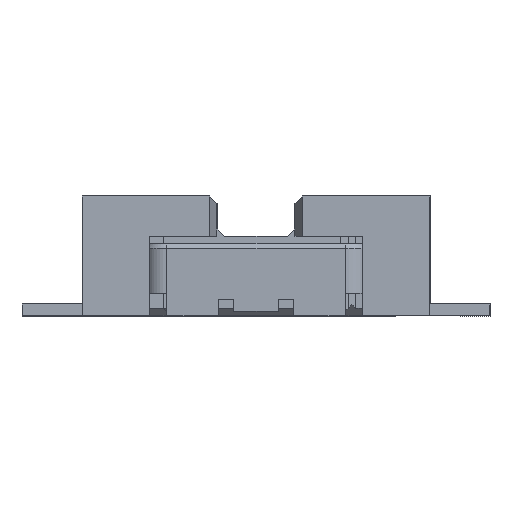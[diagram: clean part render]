
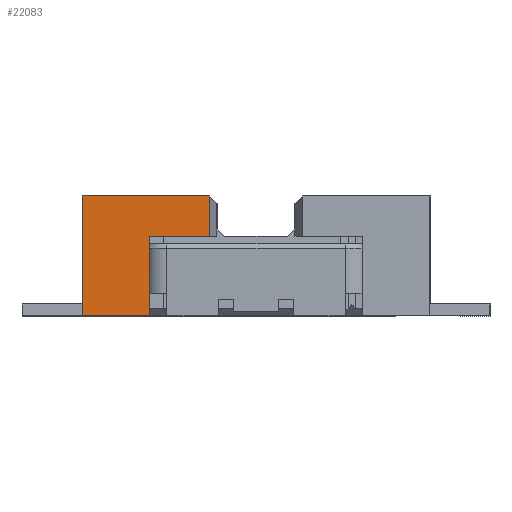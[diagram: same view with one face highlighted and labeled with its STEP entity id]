
A CAD part, left-side view. The second image highlights one B-rep face of the part: STEP entity #22083.
In plain terms, the highlighted planar face has unit normal (-1, 0, 0).
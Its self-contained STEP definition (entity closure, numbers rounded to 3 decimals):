
#475 = PLANE('',#476);
#476 = AXIS2_PLACEMENT_3D('',#477,#478,#479);
#477 = CARTESIAN_POINT('',(-1.2,1.233,
    0.));
#478 = DIRECTION('',(0.,0.,-1.));
#479 = DIRECTION('',(0.,1.,0.));
#869 = PLANE('',#870);
#870 = AXIS2_PLACEMENT_3D('',#871,#872,#873);
#871 = CARTESIAN_POINT('',(-2.711,-0.296,0.53));
#872 = DIRECTION('',(0.,0.,-1.));
#873 = DIRECTION('',(0.,-1.,0.));
#922 = VERTEX_POINT('',#923);
#923 = CARTESIAN_POINT('',(-3.57,0.31,0.53));
#937 = PLANE('',#938);
#938 = AXIS2_PLACEMENT_3D('',#939,#940,#941);
#939 = CARTESIAN_POINT('',(-3.4,0.26,0.88));
#940 = DIRECTION('',(0.282,0.959,0.)
  );
#941 = DIRECTION('',(-0.959,0.282,0.)
  );
#949 = EDGE_CURVE('',#922,#950,#952,.T.);
#950 = VERTEX_POINT('',#951);
#951 = CARTESIAN_POINT('',(-3.57,0.711,0.53));
#952 = SURFACE_CURVE('',#953,(#957,#964),.PCURVE_S1.);
#953 = LINE('',#954,#955);
#954 = CARTESIAN_POINT('',(-3.57,0.,0.53));
#955 = VECTOR('',#956,1.);
#956 = DIRECTION('',(0.,1.,0.));
#957 = PCURVE('',#869,#958);
#958 = DEFINITIONAL_REPRESENTATION('',(#959),#963);
#959 = LINE('',#960,#961);
#960 = CARTESIAN_POINT('',(-0.296,0.859));
#961 = VECTOR('',#962,1.);
#962 = DIRECTION('',(-1.,0.));
#963 = ( GEOMETRIC_REPRESENTATION_CONTEXT(2) 
PARAMETRIC_REPRESENTATION_CONTEXT() REPRESENTATION_CONTEXT('2D SPACE',''
  ) );
#964 = PCURVE('',#965,#970);
#965 = PLANE('',#966);
#966 = AXIS2_PLACEMENT_3D('',#967,#968,#969);
#967 = CARTESIAN_POINT('',(-3.57,0.898,0.529)
  );
#968 = DIRECTION('',(-1.,0.,0.));
#969 = DIRECTION('',(0.,0.,-1.));
#970 = DEFINITIONAL_REPRESENTATION('',(#971),#975);
#971 = LINE('',#972,#973);
#972 = CARTESIAN_POINT('',(-0.001,0.898));
#973 = VECTOR('',#974,1.);
#974 = DIRECTION('',(0.,-1.));
#975 = ( GEOMETRIC_REPRESENTATION_CONTEXT(2) 
PARAMETRIC_REPRESENTATION_CONTEXT() REPRESENTATION_CONTEXT('2D SPACE',''
  ) );
#993 = PLANE('',#994);
#994 = AXIS2_PLACEMENT_3D('',#995,#996,#997);
#995 = CARTESIAN_POINT('',(-3.57,0.71,0.));
#996 = DIRECTION('',(0.,-1.,
    0.001));
#997 = DIRECTION('',(0.,-0.001,
    -1.));
#1057 = PLANE('',#1058);
#1058 = AXIS2_PLACEMENT_3D('',#1059,#1060,#1061);
#1059 = CARTESIAN_POINT('',(-3.57,1.16,0.88));
#1060 = DIRECTION('',(0.,-1.,0.));
#1061 = DIRECTION('',(1.,0.,0.));
#3591 = EDGE_CURVE('',#3592,#950,#3594,.T.);
#3592 = VERTEX_POINT('',#3593);
#3593 = CARTESIAN_POINT('',(-3.57,0.71,0.));
#3594 = SURFACE_CURVE('',#3595,(#3599,#3606),.PCURVE_S1.);
#3595 = LINE('',#3596,#3597);
#3596 = CARTESIAN_POINT('',(-3.57,0.71,0.));
#3597 = VECTOR('',#3598,1.);
#3598 = DIRECTION('',(0.,0.001,
    1.));
#3599 = PCURVE('',#993,#3600);
#3600 = DEFINITIONAL_REPRESENTATION('',(#3601),#3605);
#3601 = LINE('',#3602,#3603);
#3602 = CARTESIAN_POINT('',(0.,0.));
#3603 = VECTOR('',#3604,1.);
#3604 = DIRECTION('',(-1.,0.));
#3605 = ( GEOMETRIC_REPRESENTATION_CONTEXT(2) 
PARAMETRIC_REPRESENTATION_CONTEXT() REPRESENTATION_CONTEXT('2D SPACE',''
  ) );
#3606 = PCURVE('',#965,#3607);
#3607 = DEFINITIONAL_REPRESENTATION('',(#3608),#3612);
#3608 = LINE('',#3609,#3610);
#3609 = CARTESIAN_POINT('',(0.529,0.188));
#3610 = VECTOR('',#3611,1.);
#3611 = DIRECTION('',(-1.,-0.001));
#3612 = ( GEOMETRIC_REPRESENTATION_CONTEXT(2) 
PARAMETRIC_REPRESENTATION_CONTEXT() REPRESENTATION_CONTEXT('2D SPACE',''
  ) );
#5669 = PLANE('',#5670);
#5670 = AXIS2_PLACEMENT_3D('',#5671,#5672,#5673);
#5671 = CARTESIAN_POINT('',(-3.,1.035,0.8));
#5672 = DIRECTION('',(0.,0.,1.));
#5673 = DIRECTION('',(0.,-1.,0.));
#7955 = VERTEX_POINT('',#7956);
#7956 = CARTESIAN_POINT('',(-3.57,0.31,0.8));
#7984 = EDGE_CURVE('',#7955,#922,#7985,.T.);
#7985 = SURFACE_CURVE('',#7986,(#7990,#7997),.PCURVE_S1.);
#7986 = LINE('',#7987,#7988);
#7987 = CARTESIAN_POINT('',(-3.57,0.31,0.));
#7988 = VECTOR('',#7989,1.);
#7989 = DIRECTION('',(0.,0.,-1.));
#7990 = PCURVE('',#937,#7991);
#7991 = DEFINITIONAL_REPRESENTATION('',(#7992),#7996);
#7992 = LINE('',#7993,#7994);
#7993 = CARTESIAN_POINT('',(0.177,-0.88));
#7994 = VECTOR('',#7995,1.);
#7995 = DIRECTION('',(0.,-1.));
#7996 = ( GEOMETRIC_REPRESENTATION_CONTEXT(2) 
PARAMETRIC_REPRESENTATION_CONTEXT() REPRESENTATION_CONTEXT('2D SPACE',''
  ) );
#7997 = PCURVE('',#965,#7998);
#7998 = DEFINITIONAL_REPRESENTATION('',(#7999),#8003);
#7999 = LINE('',#8000,#8001);
#8000 = CARTESIAN_POINT('',(0.529,0.588));
#8001 = VECTOR('',#8002,1.);
#8002 = DIRECTION('',(1.,0.));
#8003 = ( GEOMETRIC_REPRESENTATION_CONTEXT(2) 
PARAMETRIC_REPRESENTATION_CONTEXT() REPRESENTATION_CONTEXT('2D SPACE',''
  ) );
#11812 = VERTEX_POINT('',#11813);
#11813 = CARTESIAN_POINT('',(-3.57,1.16,0.8));
#11834 = EDGE_CURVE('',#11812,#11835,#11837,.T.);
#11835 = VERTEX_POINT('',#11836);
#11836 = CARTESIAN_POINT('',(-3.57,0.711,0.8));
#11837 = SURFACE_CURVE('',#11838,(#11842,#11849),.PCURVE_S1.);
#11838 = LINE('',#11839,#11840);
#11839 = CARTESIAN_POINT('',(-3.57,0.,0.8));
#11840 = VECTOR('',#11841,1.);
#11841 = DIRECTION('',(0.,-1.,0.));
#11842 = PCURVE('',#5669,#11843);
#11843 = DEFINITIONAL_REPRESENTATION('',(#11844),#11848);
#11844 = LINE('',#11845,#11846);
#11845 = CARTESIAN_POINT('',(1.035,-0.57));
#11846 = VECTOR('',#11847,1.);
#11847 = DIRECTION('',(1.,0.));
#11848 = ( GEOMETRIC_REPRESENTATION_CONTEXT(2) 
PARAMETRIC_REPRESENTATION_CONTEXT() REPRESENTATION_CONTEXT('2D SPACE',''
  ) );
#11849 = PCURVE('',#965,#11850);
#11850 = DEFINITIONAL_REPRESENTATION('',(#11851),#11855);
#11851 = LINE('',#11852,#11853);
#11852 = CARTESIAN_POINT('',(-0.271,0.898));
#11853 = VECTOR('',#11854,1.);
#11854 = DIRECTION('',(0.,1.));
#11855 = ( GEOMETRIC_REPRESENTATION_CONTEXT(2) 
PARAMETRIC_REPRESENTATION_CONTEXT() REPRESENTATION_CONTEXT('2D SPACE',''
  ) );
#11857 = EDGE_CURVE('',#11835,#7955,#11858,.T.);
#11858 = SURFACE_CURVE('',#11859,(#11863,#11870),.PCURVE_S1.);
#11859 = LINE('',#11860,#11861);
#11860 = CARTESIAN_POINT('',(-3.57,0.,0.8));
#11861 = VECTOR('',#11862,1.);
#11862 = DIRECTION('',(0.,-1.,0.));
#11863 = PCURVE('',#5669,#11864);
#11864 = DEFINITIONAL_REPRESENTATION('',(#11865),#11869);
#11865 = LINE('',#11866,#11867);
#11866 = CARTESIAN_POINT('',(1.035,-0.57));
#11867 = VECTOR('',#11868,1.);
#11868 = DIRECTION('',(1.,0.));
#11869 = ( GEOMETRIC_REPRESENTATION_CONTEXT(2) 
PARAMETRIC_REPRESENTATION_CONTEXT() REPRESENTATION_CONTEXT('2D SPACE',''
  ) );
#11870 = PCURVE('',#965,#11871);
#11871 = DEFINITIONAL_REPRESENTATION('',(#11872),#11876);
#11872 = LINE('',#11873,#11874);
#11873 = CARTESIAN_POINT('',(-0.271,0.898));
#11874 = VECTOR('',#11875,1.);
#11875 = DIRECTION('',(0.,1.));
#11876 = ( GEOMETRIC_REPRESENTATION_CONTEXT(2) 
PARAMETRIC_REPRESENTATION_CONTEXT() REPRESENTATION_CONTEXT('2D SPACE',''
  ) );
#22083 = ADVANCED_FACE('',(#22084),#965,.T.);
#22084 = FACE_BOUND('',#22085,.T.);
#22085 = EDGE_LOOP('',(#22086,#22087,#22088,#22089,#22112,#22133,#22134)
  );
#22086 = ORIENTED_EDGE('',*,*,#7984,.F.);
#22087 = ORIENTED_EDGE('',*,*,#11857,.F.);
#22088 = ORIENTED_EDGE('',*,*,#11834,.F.);
#22089 = ORIENTED_EDGE('',*,*,#22090,.F.);
#22090 = EDGE_CURVE('',#22091,#11812,#22093,.T.);
#22091 = VERTEX_POINT('',#22092);
#22092 = CARTESIAN_POINT('',(-3.57,1.16,0.));
#22093 = SURFACE_CURVE('',#22094,(#22098,#22105),.PCURVE_S1.);
#22094 = LINE('',#22095,#22096);
#22095 = CARTESIAN_POINT('',(-3.57,1.16,0.));
#22096 = VECTOR('',#22097,1.);
#22097 = DIRECTION('',(0.,0.,1.));
#22098 = PCURVE('',#965,#22099);
#22099 = DEFINITIONAL_REPRESENTATION('',(#22100),#22104);
#22100 = LINE('',#22101,#22102);
#22101 = CARTESIAN_POINT('',(0.529,-0.262));
#22102 = VECTOR('',#22103,1.);
#22103 = DIRECTION('',(-1.,0.));
#22104 = ( GEOMETRIC_REPRESENTATION_CONTEXT(2) 
PARAMETRIC_REPRESENTATION_CONTEXT() REPRESENTATION_CONTEXT('2D SPACE',''
  ) );
#22105 = PCURVE('',#1057,#22106);
#22106 = DEFINITIONAL_REPRESENTATION('',(#22107),#22111);
#22107 = LINE('',#22108,#22109);
#22108 = CARTESIAN_POINT('',(0.,-0.88));
#22109 = VECTOR('',#22110,1.);
#22110 = DIRECTION('',(0.,1.));
#22111 = ( GEOMETRIC_REPRESENTATION_CONTEXT(2) 
PARAMETRIC_REPRESENTATION_CONTEXT() REPRESENTATION_CONTEXT('2D SPACE',''
  ) );
#22112 = ORIENTED_EDGE('',*,*,#22113,.T.);
#22113 = EDGE_CURVE('',#22091,#3592,#22114,.T.);
#22114 = SURFACE_CURVE('',#22115,(#22119,#22126),.PCURVE_S1.);
#22115 = LINE('',#22116,#22117);
#22116 = CARTESIAN_POINT('',(-3.57,0.76,0.));
#22117 = VECTOR('',#22118,1.);
#22118 = DIRECTION('',(0.,-1.,0.));
#22119 = PCURVE('',#965,#22120);
#22120 = DEFINITIONAL_REPRESENTATION('',(#22121),#22125);
#22121 = LINE('',#22122,#22123);
#22122 = CARTESIAN_POINT('',(0.529,0.138));
#22123 = VECTOR('',#22124,1.);
#22124 = DIRECTION('',(0.,1.));
#22125 = ( GEOMETRIC_REPRESENTATION_CONTEXT(2) 
PARAMETRIC_REPRESENTATION_CONTEXT() REPRESENTATION_CONTEXT('2D SPACE',''
  ) );
#22126 = PCURVE('',#475,#22127);
#22127 = DEFINITIONAL_REPRESENTATION('',(#22128),#22132);
#22128 = LINE('',#22129,#22130);
#22129 = CARTESIAN_POINT('',(-0.473,-2.37));
#22130 = VECTOR('',#22131,1.);
#22131 = DIRECTION('',(-1.,0.));
#22132 = ( GEOMETRIC_REPRESENTATION_CONTEXT(2) 
PARAMETRIC_REPRESENTATION_CONTEXT() REPRESENTATION_CONTEXT('2D SPACE',''
  ) );
#22133 = ORIENTED_EDGE('',*,*,#3591,.T.);
#22134 = ORIENTED_EDGE('',*,*,#949,.F.);
